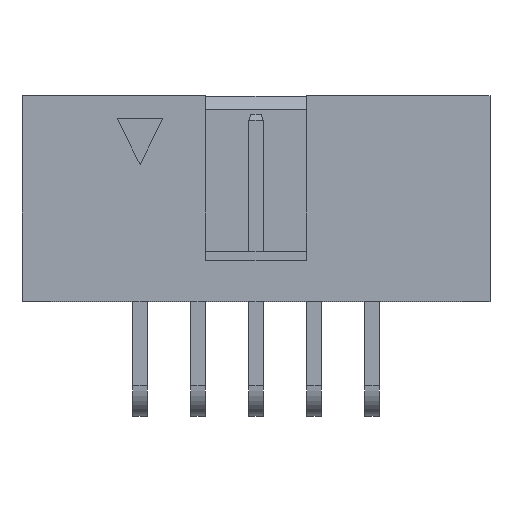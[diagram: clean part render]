
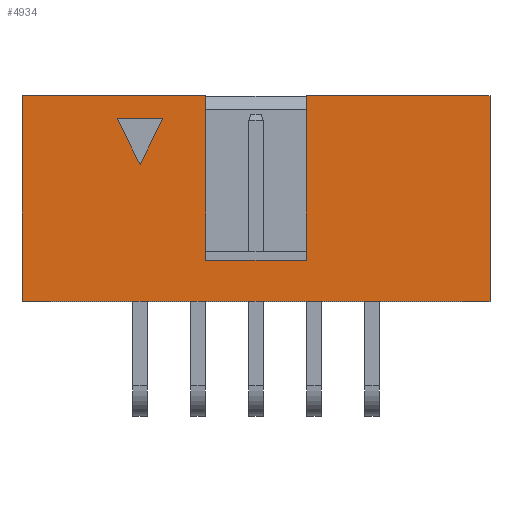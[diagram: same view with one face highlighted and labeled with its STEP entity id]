
A CAD part, top view. The second image highlights one B-rep face of the part: STEP entity #4934.
In plain terms, the highlighted planar face has unit normal (0, 0, 1).
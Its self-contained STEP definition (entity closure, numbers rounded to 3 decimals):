
#271 = VECTOR ( 'NONE', #6072, 1000. ) ;
#290 = LINE ( 'NONE', #3384, #7237 ) ;
#309 = ORIENTED_EDGE ( 'NONE', *, *, #6917, .T. ) ;
#369 = VERTEX_POINT ( 'NONE', #3331 ) ;
#384 = VERTEX_POINT ( 'NONE', #4412 ) ;
#540 = CARTESIAN_POINT ( 'NONE',  ( -1.27, 6.5, 8.8 ) ) ;
#563 = VECTOR ( 'NONE', #798, 1000. ) ;
#598 = EDGE_CURVE ( 'NONE', #5177, #4822, #7778, .T. ) ;
#703 = VECTOR ( 'NONE', #1411, 1000. ) ;
#798 = DIRECTION ( 'NONE',  ( 1., 0., 0. ) ) ;
#812 = VERTEX_POINT ( 'NONE', #2885 ) ;
#920 = DIRECTION ( 'NONE',  ( 0., 1., 0. ) ) ;
#1056 = DIRECTION ( 'NONE',  ( 1., 0., 0. ) ) ;
#1113 = EDGE_CURVE ( 'NONE', #384, #812, #6323, .T. ) ;
#1174 = DIRECTION ( 'NONE',  ( 0., 0., 1. ) ) ;
#1181 = EDGE_CURVE ( 'NONE', #4326, #7482, #1428, .T. ) ;
#1234 = CARTESIAN_POINT ( 'NONE',  ( -5.17, 4.7, 8.8 ) ) ;
#1322 = VECTOR ( 'NONE', #6805, 1000. ) ;
#1389 = VECTOR ( 'NONE', #2475, 1000. ) ;
#1391 = CARTESIAN_POINT ( 'NONE',  ( 0., 13.7, 8.8 ) ) ;
#1411 = DIRECTION ( 'NONE',  ( 0., -1., 0. ) ) ;
#1428 = LINE ( 'NONE', #1391, #1322 ) ;
#1819 = EDGE_CURVE ( 'NONE', #5177, #6074, #3090, .T. ) ;
#1864 = VERTEX_POINT ( 'NONE', #6745 ) ;
#1982 = EDGE_LOOP ( 'NONE', ( #2563, #5576, #309, #3972, #4530, #2848, #6227, #5368 ) ) ;
#1996 = CARTESIAN_POINT ( 'NONE',  ( 1., 12.7, 8.8 ) ) ;
#2013 = CARTESIAN_POINT ( 'NONE',  ( 7.28, 4.7, 8.8 ) ) ;
#2085 = CARTESIAN_POINT ( 'NONE',  ( -5.17, 0., 8.8 ) ) ;
#2113 = VECTOR ( 'NONE', #4510, 1000. ) ;
#2232 = CARTESIAN_POINT ( 'NONE',  ( -5.17, 13.7, 8.8 ) ) ;
#2475 = DIRECTION ( 'NONE',  ( 0., 1., 0. ) ) ;
#2519 = ORIENTED_EDGE ( 'NONE', *, *, #1113, .T. ) ;
#2563 = ORIENTED_EDGE ( 'NONE', *, *, #598, .F. ) ;
#2803 = FACE_OUTER_BOUND ( 'NONE', #1982, .T. ) ;
#2848 = ORIENTED_EDGE ( 'NONE', *, *, #2942, .F. ) ;
#2885 = CARTESIAN_POINT ( 'NONE',  ( 1., 12.7, 8.8 ) ) ;
#2942 = EDGE_CURVE ( 'NONE', #4598, #4326, #7525, .T. ) ;
#2985 = EDGE_CURVE ( 'NONE', #4598, #4758, #7722, .T. ) ;
#3056 = CARTESIAN_POINT ( 'NONE',  ( 0., 10.7, 8.8 ) ) ;
#3090 = LINE ( 'NONE', #2013, #703 ) ;
#3173 = EDGE_CURVE ( 'NONE', #812, #1864, #6099, .T. ) ;
#3331 = CARTESIAN_POINT ( 'NONE',  ( 2.88, 6.5, 8.8 ) ) ;
#3384 = CARTESIAN_POINT ( 'NONE',  ( 15.33, 0., 8.8 ) ) ;
#3404 = VECTOR ( 'NONE', #7305, 1000. ) ;
#3881 = VECTOR ( 'NONE', #4421, 1000. ) ;
#3972 = ORIENTED_EDGE ( 'NONE', *, *, #6365, .T. ) ;
#4005 = PLANE ( 'NONE',  #6839 ) ;
#4211 = DIRECTION ( 'NONE',  ( 1., 0., 0. ) ) ;
#4326 = VERTEX_POINT ( 'NONE', #2232 ) ;
#4347 = CARTESIAN_POINT ( 'NONE',  ( -1.27, 12.7, 8.8 ) ) ;
#4362 = LINE ( 'NONE', #540, #271 ) ;
#4412 = CARTESIAN_POINT ( 'NONE',  ( -1., 12.7, 8.8 ) ) ;
#4421 = DIRECTION ( 'NONE',  ( -0.447, -0.894, 0. ) ) ;
#4510 = DIRECTION ( 'NONE',  ( 0., 1., 0. ) ) ;
#4530 = ORIENTED_EDGE ( 'NONE', *, *, #1181, .F. ) ;
#4598 = VERTEX_POINT ( 'NONE', #1234 ) ;
#4706 = CARTESIAN_POINT ( 'NONE',  ( 0., 4.7, 8.8 ) ) ;
#4726 = LINE ( 'NONE', #3056, #3404 ) ;
#4727 = EDGE_CURVE ( 'NONE', #1864, #384, #4726, .T. ) ;
#4744 = CARTESIAN_POINT ( 'NONE',  ( 2.88, 4.7, 8.8 ) ) ;
#4758 = VERTEX_POINT ( 'NONE', #7153 ) ;
#4822 = VERTEX_POINT ( 'NONE', #4991 ) ;
#4934 = ADVANCED_FACE ( 'NONE', ( #5235, #2803 ), #4005, .T. ) ;
#4991 = CARTESIAN_POINT ( 'NONE',  ( 15.33, 13.7, 8.8 ) ) ;
#5177 = VERTEX_POINT ( 'NONE', #6973 ) ;
#5217 = CARTESIAN_POINT ( 'NONE',  ( 2.88, 13.7, 8.8 ) ) ;
#5235 = FACE_BOUND ( 'NONE', #6932, .T. ) ;
#5368 = ORIENTED_EDGE ( 'NONE', *, *, #7547, .T. ) ;
#5425 = LINE ( 'NONE', #4744, #1389 ) ;
#5576 = ORIENTED_EDGE ( 'NONE', *, *, #1819, .T. ) ;
#5992 = CARTESIAN_POINT ( 'NONE',  ( 7.28, 6.5, 8.8 ) ) ;
#6072 = DIRECTION ( 'NONE',  ( -1., 0., 0. ) ) ;
#6074 = VERTEX_POINT ( 'NONE', #5992 ) ;
#6099 = LINE ( 'NONE', #1996, #3881 ) ;
#6117 = CARTESIAN_POINT ( 'NONE',  ( 0., 13.7, 8.8 ) ) ;
#6227 = ORIENTED_EDGE ( 'NONE', *, *, #2985, .T. ) ;
#6323 = LINE ( 'NONE', #4347, #563 ) ;
#6365 = EDGE_CURVE ( 'NONE', #369, #7482, #5425, .T. ) ;
#6648 = DIRECTION ( 'NONE',  ( 1., 0., 0. ) ) ;
#6745 = CARTESIAN_POINT ( 'NONE',  ( 0., 10.7, 8.8 ) ) ;
#6805 = DIRECTION ( 'NONE',  ( 1., 0., 0. ) ) ;
#6814 = VECTOR ( 'NONE', #6648, 1000. ) ;
#6839 = AXIS2_PLACEMENT_3D ( 'NONE', #7219, #1174, #1056 ) ;
#6877 = ORIENTED_EDGE ( 'NONE', *, *, #3173, .T. ) ;
#6917 = EDGE_CURVE ( 'NONE', #6074, #369, #4362, .T. ) ;
#6932 = EDGE_LOOP ( 'NONE', ( #6877, #7138, #2519 ) ) ;
#6973 = CARTESIAN_POINT ( 'NONE',  ( 7.28, 13.7, 8.8 ) ) ;
#7138 = ORIENTED_EDGE ( 'NONE', *, *, #4727, .T. ) ;
#7153 = CARTESIAN_POINT ( 'NONE',  ( 15.33, 4.7, 8.8 ) ) ;
#7219 = CARTESIAN_POINT ( 'NONE',  ( -1.27, 4.7, 8.8 ) ) ;
#7237 = VECTOR ( 'NONE', #920, 1000. ) ;
#7305 = DIRECTION ( 'NONE',  ( -0.447, 0.894, 0. ) ) ;
#7403 = VECTOR ( 'NONE', #4211, 1000. ) ;
#7482 = VERTEX_POINT ( 'NONE', #5217 ) ;
#7525 = LINE ( 'NONE', #2085, #2113 ) ;
#7547 = EDGE_CURVE ( 'NONE', #4758, #4822, #290, .T. ) ;
#7722 = LINE ( 'NONE', #4706, #6814 ) ;
#7778 = LINE ( 'NONE', #6117, #7403 ) ;
